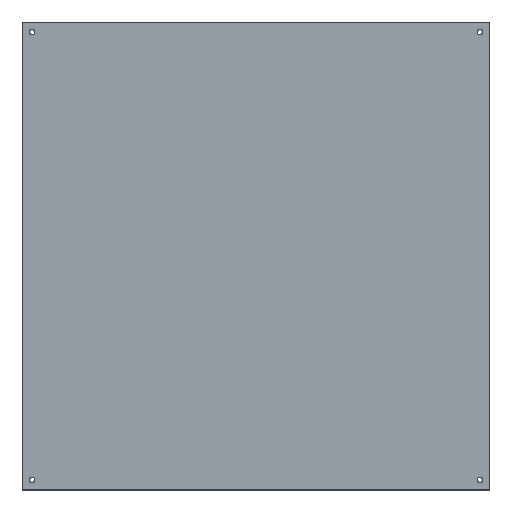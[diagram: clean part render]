
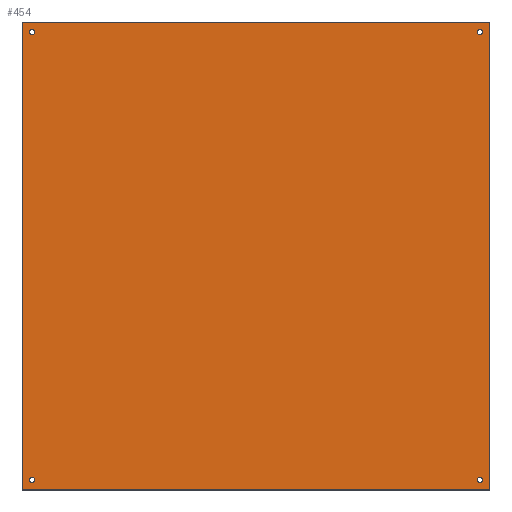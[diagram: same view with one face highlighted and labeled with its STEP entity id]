
A CAD part, top view. The second image highlights one B-rep face of the part: STEP entity #454.
In plain terms, the highlighted planar face has unit normal (0, 0, 1).
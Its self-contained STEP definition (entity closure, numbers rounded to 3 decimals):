
#3 = ORIENTED_EDGE ( 'NONE', *, *, #218, .F. ) ;
#8 = DIRECTION ( 'NONE',  ( 1., 0., 0. ) ) ;
#15 = CIRCLE ( 'NONE', #328, 3.25 ) ;
#17 = CARTESIAN_POINT ( 'NONE',  ( -276.15, 279.4, 4. ) ) ;
#22 = CARTESIAN_POINT ( 'NONE',  ( -292.1, -292.1, 4. ) ) ;
#25 = VERTEX_POINT ( 'NONE', #77 ) ;
#26 = CARTESIAN_POINT ( 'NONE',  ( 292.1, 292.1, 4. ) ) ;
#28 = DIRECTION ( 'NONE',  ( 0., 0., 1. ) ) ;
#32 = DIRECTION ( 'NONE',  ( 1., 0., 0. ) ) ;
#35 = DIRECTION ( 'NONE',  ( 0., 0., 1. ) ) ;
#38 = AXIS2_PLACEMENT_3D ( 'NONE', #55, #217, #181 ) ;
#39 = EDGE_CURVE ( 'NONE', #354, #255, #56, .T. ) ;
#40 = FACE_OUTER_BOUND ( 'NONE', #240, .T. ) ;
#41 = ORIENTED_EDGE ( 'NONE', *, *, #105, .T. ) ;
#43 = VERTEX_POINT ( 'NONE', #309 ) ;
#44 = ORIENTED_EDGE ( 'NONE', *, *, #118, .T. ) ;
#47 = CARTESIAN_POINT ( 'NONE',  ( 276.15, -279.4, 4. ) ) ;
#52 = DIRECTION ( 'NONE',  ( 1., 0., 0. ) ) ;
#55 = CARTESIAN_POINT ( 'NONE',  ( -279.4, 279.4, 4. ) ) ;
#56 = CIRCLE ( 'NONE', #173, 3.25 ) ;
#58 = DIRECTION ( 'NONE',  ( 0., 0., 1. ) ) ;
#59 = CARTESIAN_POINT ( 'NONE',  ( -276.15, -279.4, 4. ) ) ;
#60 = DIRECTION ( 'NONE',  ( 1., 0., 0. ) ) ;
#77 = CARTESIAN_POINT ( 'NONE',  ( -292.1, 292.1, 4. ) ) ;
#86 = ORIENTED_EDGE ( 'NONE', *, *, #229, .T. ) ;
#89 = DIRECTION ( 'NONE',  ( 1., 0., 0. ) ) ;
#93 = AXIS2_PLACEMENT_3D ( 'NONE', #396, #124, #89 ) ;
#94 = DIRECTION ( 'NONE',  ( 1., 0., 0. ) ) ;
#101 = CARTESIAN_POINT ( 'NONE',  ( -279.4, -279.4, 4. ) ) ;
#103 = VERTEX_POINT ( 'NONE', #59 ) ;
#105 = EDGE_CURVE ( 'NONE', #235, #391, #216, .T. ) ;
#107 = CARTESIAN_POINT ( 'NONE',  ( 282.65, -279.4, 4. ) ) ;
#112 = CIRCLE ( 'NONE', #93, 3.25 ) ;
#115 = ORIENTED_EDGE ( 'NONE', *, *, #39, .F. ) ;
#118 = EDGE_CURVE ( 'NONE', #291, #235, #332, .T. ) ;
#124 = DIRECTION ( 'NONE',  ( 0., 0., 1. ) ) ;
#138 = CARTESIAN_POINT ( 'NONE',  ( -292.1, -292.1, 4. ) ) ;
#145 = CIRCLE ( 'NONE', #198, 3.25 ) ;
#146 = AXIS2_PLACEMENT_3D ( 'NONE', #366, #58, #52 ) ;
#149 = EDGE_CURVE ( 'NONE', #25, #291, #371, .T. ) ;
#160 = VERTEX_POINT ( 'NONE', #177 ) ;
#167 = ORIENTED_EDGE ( 'NONE', *, *, #440, .F. ) ;
#173 = AXIS2_PLACEMENT_3D ( 'NONE', #227, #35, #32 ) ;
#175 = FACE_BOUND ( 'NONE', #410, .T. ) ;
#177 = CARTESIAN_POINT ( 'NONE',  ( 276.15, 279.4, 4. ) ) ;
#180 = EDGE_CURVE ( 'NONE', #103, #484, #145, .T. ) ;
#181 = DIRECTION ( 'NONE',  ( 1., 0., 0. ) ) ;
#185 = CIRCLE ( 'NONE', #38, 3.25 ) ;
#190 = EDGE_CURVE ( 'NONE', #43, #443, #185, .T. ) ;
#192 = VECTOR ( 'NONE', #419, 1000. ) ;
#196 = CARTESIAN_POINT ( 'NONE',  ( -279.4, -279.4, 4. ) ) ;
#198 = AXIS2_PLACEMENT_3D ( 'NONE', #101, #256, #60 ) ;
#210 = DIRECTION ( 'NONE',  ( 0., 0., 1. ) ) ;
#216 = LINE ( 'NONE', #407, #397 ) ;
#217 = DIRECTION ( 'NONE',  ( 0., 0., 1. ) ) ;
#218 = EDGE_CURVE ( 'NONE', #484, #103, #15, .T. ) ;
#219 = CARTESIAN_POINT ( 'NONE',  ( 282.65, 279.4, 4. ) ) ;
#227 = CARTESIAN_POINT ( 'NONE',  ( 279.4, -279.4, 4. ) ) ;
#229 = EDGE_CURVE ( 'NONE', #391, #25, #382, .T. ) ;
#230 = CARTESIAN_POINT ( 'NONE',  ( -292.1, 292.1, 4. ) ) ;
#235 = VERTEX_POINT ( 'NONE', #424 ) ;
#240 = EDGE_LOOP ( 'NONE', ( #341, #44, #41, #86 ) ) ;
#245 = PLANE ( 'NONE',  #301 ) ;
#250 = CARTESIAN_POINT ( 'NONE',  ( -292.1, -292.1, 4. ) ) ;
#253 = DIRECTION ( 'NONE',  ( 0., -1., 0. ) ) ;
#254 = ORIENTED_EDGE ( 'NONE', *, *, #411, .F. ) ;
#255 = VERTEX_POINT ( 'NONE', #107 ) ;
#256 = DIRECTION ( 'NONE',  ( 0., 0., 1. ) ) ;
#273 = AXIS2_PLACEMENT_3D ( 'NONE', #297, #28, #491 ) ;
#278 = VERTEX_POINT ( 'NONE', #219 ) ;
#282 = EDGE_LOOP ( 'NONE', ( #254, #359 ) ) ;
#285 = CARTESIAN_POINT ( 'NONE',  ( -282.65, -279.4, 4. ) ) ;
#291 = VERTEX_POINT ( 'NONE', #138 ) ;
#297 = CARTESIAN_POINT ( 'NONE',  ( 279.4, 279.4, 4. ) ) ;
#301 = AXIS2_PLACEMENT_3D ( 'NONE', #250, #210, #475 ) ;
#303 = CARTESIAN_POINT ( 'NONE',  ( 279.4, 279.4, 4. ) ) ;
#309 = CARTESIAN_POINT ( 'NONE',  ( -282.65, 279.4, 4. ) ) ;
#314 = EDGE_LOOP ( 'NONE', ( #339, #167 ) ) ;
#316 = ORIENTED_EDGE ( 'NONE', *, *, #353, .F. ) ;
#320 = EDGE_CURVE ( 'NONE', #278, #160, #352, .T. ) ;
#328 = AXIS2_PLACEMENT_3D ( 'NONE', #196, #350, #345 ) ;
#332 = LINE ( 'NONE', #22, #378 ) ;
#339 = ORIENTED_EDGE ( 'NONE', *, *, #190, .F. ) ;
#341 = ORIENTED_EDGE ( 'NONE', *, *, #149, .T. ) ;
#342 = AXIS2_PLACEMENT_3D ( 'NONE', #303, #471, #8 ) ;
#345 = DIRECTION ( 'NONE',  ( 1., 0., 0. ) ) ;
#350 = DIRECTION ( 'NONE',  ( 0., 0., 1. ) ) ;
#352 = CIRCLE ( 'NONE', #342, 3.25 ) ;
#353 = EDGE_CURVE ( 'NONE', #255, #354, #112, .T. ) ;
#354 = VERTEX_POINT ( 'NONE', #47 ) ;
#359 = ORIENTED_EDGE ( 'NONE', *, *, #320, .F. ) ;
#366 = CARTESIAN_POINT ( 'NONE',  ( -279.4, 279.4, 4. ) ) ;
#368 = VECTOR ( 'NONE', #253, 1000. ) ;
#371 = LINE ( 'NONE', #374, #368 ) ;
#373 = DIRECTION ( 'NONE',  ( 0., 1., 0. ) ) ;
#374 = CARTESIAN_POINT ( 'NONE',  ( -292.1, 292.1, 4. ) ) ;
#378 = VECTOR ( 'NONE', #94, 1000. ) ;
#382 = LINE ( 'NONE', #230, #192 ) ;
#391 = VERTEX_POINT ( 'NONE', #26 ) ;
#394 = EDGE_LOOP ( 'NONE', ( #115, #316 ) ) ;
#396 = CARTESIAN_POINT ( 'NONE',  ( 279.4, -279.4, 4. ) ) ;
#397 = VECTOR ( 'NONE', #373, 1000. ) ;
#400 = FACE_BOUND ( 'NONE', #394, .T. ) ;
#406 = FACE_BOUND ( 'NONE', #282, .T. ) ;
#407 = CARTESIAN_POINT ( 'NONE',  ( 292.1, 292.1, 4. ) ) ;
#410 = EDGE_LOOP ( 'NONE', ( #3, #433 ) ) ;
#411 = EDGE_CURVE ( 'NONE', #160, #278, #462, .T. ) ;
#419 = DIRECTION ( 'NONE',  ( -1., 0., 0. ) ) ;
#424 = CARTESIAN_POINT ( 'NONE',  ( 292.1, -292.1, 4. ) ) ;
#433 = ORIENTED_EDGE ( 'NONE', *, *, #180, .F. ) ;
#438 = FACE_BOUND ( 'NONE', #314, .T. ) ;
#440 = EDGE_CURVE ( 'NONE', #443, #43, #453, .T. ) ;
#443 = VERTEX_POINT ( 'NONE', #17 ) ;
#453 = CIRCLE ( 'NONE', #146, 3.25 ) ;
#454 = ADVANCED_FACE ( 'NONE', ( #400, #438, #40, #406, #175 ), #245, .T. ) ;
#462 = CIRCLE ( 'NONE', #273, 3.25 ) ;
#471 = DIRECTION ( 'NONE',  ( 0., 0., 1. ) ) ;
#475 = DIRECTION ( 'NONE',  ( 1., 0., 0. ) ) ;
#484 = VERTEX_POINT ( 'NONE', #285 ) ;
#491 = DIRECTION ( 'NONE',  ( 1., 0., 0. ) ) ;
